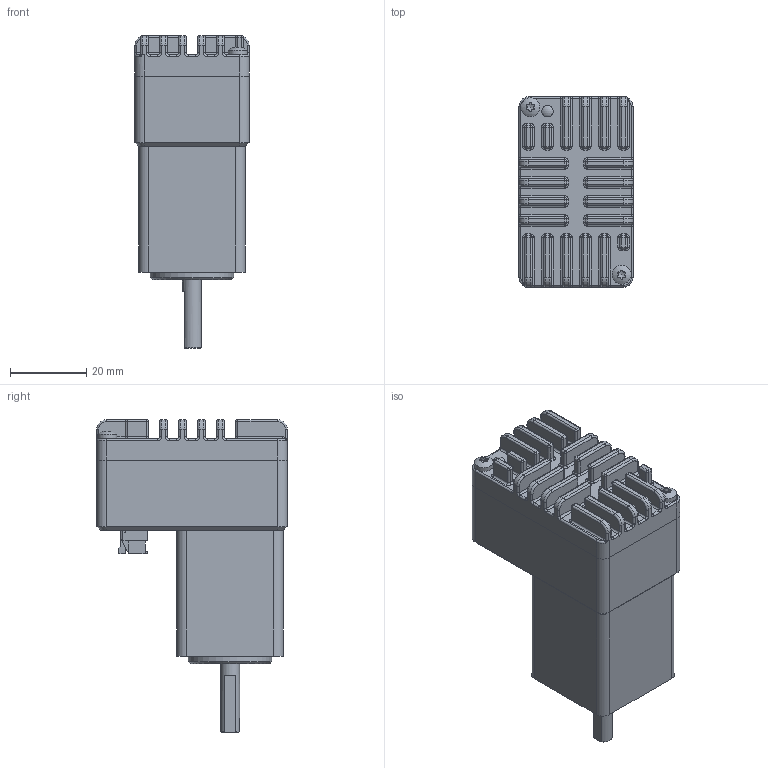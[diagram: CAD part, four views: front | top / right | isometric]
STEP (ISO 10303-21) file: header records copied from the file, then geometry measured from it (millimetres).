
FILE_DESCRIPTION (( 'STEP AP203' ), '1' );
FILE_NAME ('MD28AIS62-24-C00140-B1-7-1C.STEP', '2025-04-25T05:52:54', ( '¼¼Êõ03' ), ( 'HP Inc.' ), 'SwSTEP 2.0', 'SolidWorks 2020', '' );
FILE_SCHEMA (( 'CONFIG_CONTROL_DESIGN' ));
Length unit declared in the file: millimetre
Products named in the file (1): MD28AIS62-24-C00140-B1-7-1C
Bounding box: 30 x 50 x 82.1 mm (x, y, z)
Volume: 28605.3 mm3; surface area: 28452.9 mm2
Topology: 14 solids, 14 shells, 1395 faces, 3540 edges, 2168 vertices
Faces by surface type: plane 751, cylinder 418, torus 130, sphere 51, cone 41, bspline 4
Full cylindrical faces by diameter (mm): 1.5 x2, 1.6 x2, 1.732 x2, 2 x2, 2.05 x10, 2.165 x2, 2.5 x4, 2.6 x2, 3 x4, 4 x2, 4.5 x2, 5 x5, 5.5 x1, 7 x2, 9 x1, 11 x1, 11.6 x1, 12 x1, 13 x1, 16 x2, 20 x2, 22 x1, 24.5 x1, 25 x1, 26 x1
Entity records: 40794 total; most frequent: CARTESIAN_POINT 7530, DIRECTION 7059, ORIENTED_EDGE 6702, EDGE_CURVE 3351, AXIS2_PLACEMENT_3D 2420, VECTOR 2219, LINE 2219, VERTEX_POINT 2129
